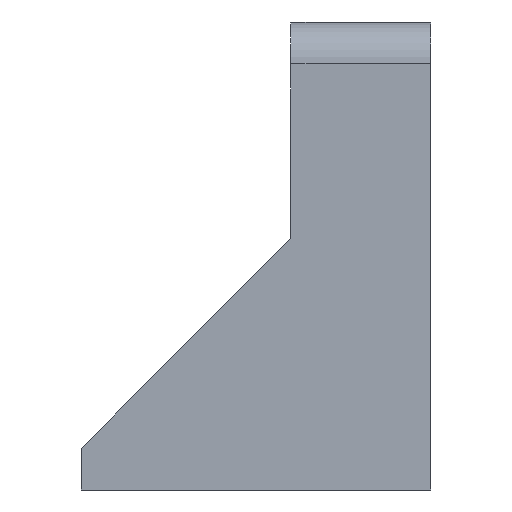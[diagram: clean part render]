
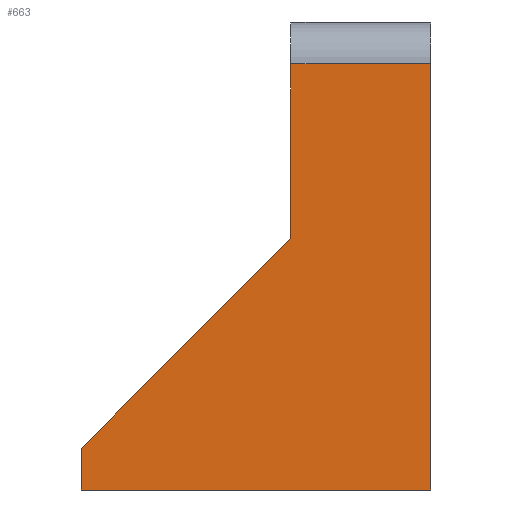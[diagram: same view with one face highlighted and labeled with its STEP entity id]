
A CAD part, front view. The second image highlights one B-rep face of the part: STEP entity #663.
In plain terms, the highlighted planar face has unit normal (0, -1, 0).
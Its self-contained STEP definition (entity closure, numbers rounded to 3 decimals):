
#42=PLANE('',#731);
#75=FACE_OUTER_BOUND('',#113,.T.);
#113=EDGE_LOOP('',(#594,#595,#596,#597,#598,#599));
#126=LINE('',#943,#198);
#134=LINE('',#968,#206);
#138=LINE('',#975,#210);
#157=LINE('',#1022,#229);
#161=LINE('',#1031,#233);
#187=LINE('',#1102,#259);
#198=VECTOR('',#755,10.);
#206=VECTOR('',#777,10.);
#210=VECTOR('',#783,10.);
#229=VECTOR('',#822,10.);
#233=VECTOR('',#832,10.);
#259=VECTOR('',#912,10.);
#291=VERTEX_POINT('',#940);
#292=VERTEX_POINT('',#942);
#301=VERTEX_POINT('',#966);
#302=VERTEX_POINT('',#967);
#322=VERTEX_POINT('',#1020);
#324=VERTEX_POINT('',#1029);
#355=EDGE_CURVE('',#291,#292,#126,.T.);
#367=EDGE_CURVE('',#301,#302,#134,.T.);
#371=EDGE_CURVE('',#292,#301,#138,.T.);
#394=EDGE_CURVE('',#291,#322,#157,.T.);
#399=EDGE_CURVE('',#324,#322,#161,.T.);
#435=EDGE_CURVE('',#302,#324,#187,.T.);
#594=ORIENTED_EDGE('',*,*,#367,.F.);
#595=ORIENTED_EDGE('',*,*,#371,.F.);
#596=ORIENTED_EDGE('',*,*,#355,.F.);
#597=ORIENTED_EDGE('',*,*,#394,.T.);
#598=ORIENTED_EDGE('',*,*,#399,.F.);
#599=ORIENTED_EDGE('',*,*,#435,.F.);
#663=ADVANCED_FACE('',(#75),#42,.T.);
#731=AXIS2_PLACEMENT_3D('',#1101,#910,#911);
#755=DIRECTION('',(-1.,0.,0.));
#777=DIRECTION('',(0.707,0.,0.707));
#783=DIRECTION('',(0.,0.,1.));
#822=DIRECTION('',(0.,0.,1.));
#832=DIRECTION('',(1.,0.,0.));
#910=DIRECTION('center_axis',(0.,-1.,0.));
#911=DIRECTION('ref_axis',(1.,0.,0.));
#912=DIRECTION('',(0.,0.,1.));
#940=CARTESIAN_POINT('',(7.,-3.,0.));
#942=CARTESIAN_POINT('',(-18.,-3.,0.));
#943=CARTESIAN_POINT('',(-3.,-3.,0.));
#966=CARTESIAN_POINT('',(-18.,-3.,3.));
#967=CARTESIAN_POINT('',(-3.,-3.,18.));
#968=CARTESIAN_POINT('',(-11.25,-3.,9.75));
#975=CARTESIAN_POINT('',(-18.,-3.,0.));
#1020=CARTESIAN_POINT('',(7.,-3.,30.5));
#1022=CARTESIAN_POINT('',(7.,-3.,0.));
#1029=CARTESIAN_POINT('',(-3.,-3.,30.5));
#1031=CARTESIAN_POINT('',(-0.5,-3.,30.5));
#1101=CARTESIAN_POINT('Origin',(-3.,-3.,0.));
#1102=CARTESIAN_POINT('',(-3.,-3.,0.));
